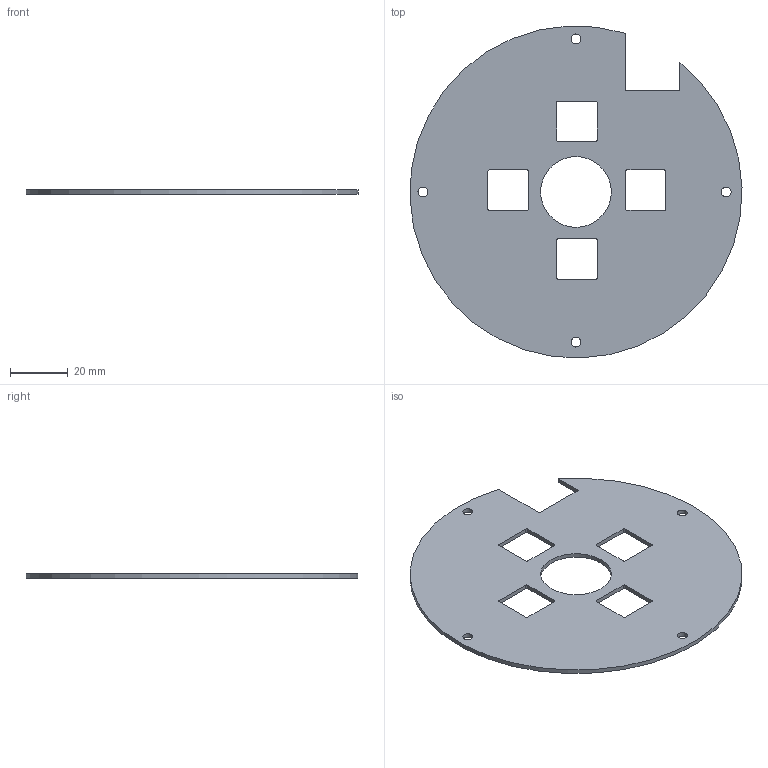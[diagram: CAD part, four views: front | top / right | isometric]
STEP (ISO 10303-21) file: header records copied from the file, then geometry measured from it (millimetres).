
FILE_DESCRIPTION(/* description */ (''),/* implementation_level */ '2;1');
FILE_NAME(/* name */ 'e916711e-9b61-42ba-945e-e6ef5e1a11d1.step',/* time_stamp */ '2025-11-14T08:59:41Z',/* author */ (''),/* organization */ (''),/* preprocessor_version */ 'ST-DEVELOPER v20.1',/* originating_system */ 'Autodesk Translation Framework v14.21.0.0',/* authorisation */ '');
FILE_SCHEMA (('AUTOMOTIVE_DESIGN { 1 0 10303 214 3 1 1 }'));
Length unit declared in the file: millimetre
Products named in the file (1): plate-2025-11-12T12_27_52.187Z
Bounding box: 114.93 x 114.9 x 1.5 mm (x, y, z)
Volume: 13198 mm3; surface area: 18690.3 mm2
Topology: 1 solids, 1 shells, 43 faces, 123 edges, 82 vertices
Faces by surface type: cylinder 22, plane 21
Full cylindrical faces by diameter (mm): 3.4 x4, 24.499 x1
Entity records: 1490 total; most frequent: DIRECTION 255, CARTESIAN_POINT 249, ORIENTED_EDGE 246, EDGE_CURVE 123, AXIS2_PLACEMENT_3D 88, VERTEX_POINT 82, LINE 79, VECTOR 79
